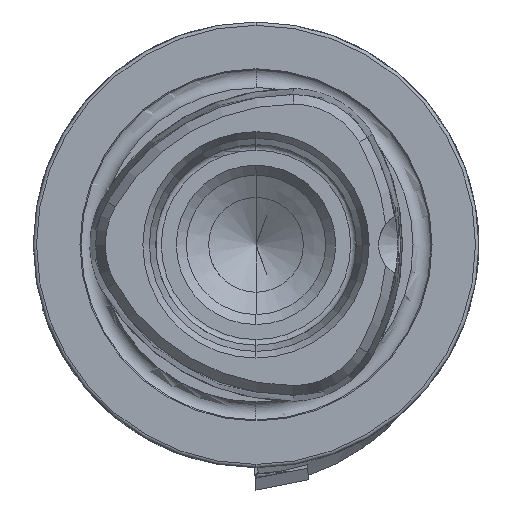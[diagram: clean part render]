
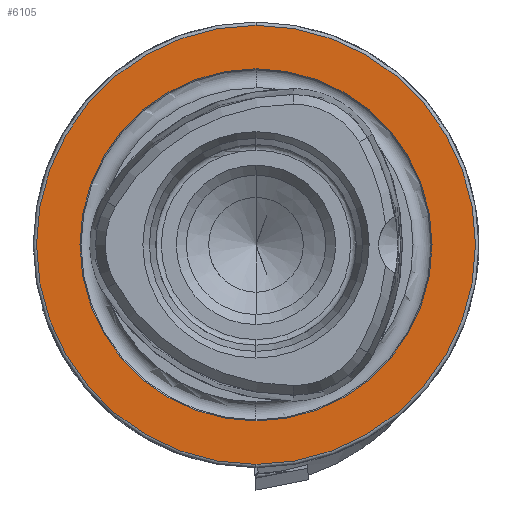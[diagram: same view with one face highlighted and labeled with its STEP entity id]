
A CAD part, left-side view. The second image highlights one B-rep face of the part: STEP entity #6105.
In plain terms, the highlighted planar face has unit normal (-1, 0, 0).
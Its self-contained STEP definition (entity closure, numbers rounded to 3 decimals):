
#199 = ORIENTED_EDGE ( 'NONE', *, *, #1567, .F. ) ;
#1204 = PLANE ( 'NONE',  #1669 ) ;
#1340 = EDGE_CURVE ( 'NONE', #6713, #2372, #7215, .T. ) ;
#1567 = EDGE_CURVE ( 'NONE', #9005, #2246, #3402, .T. ) ;
#1627 = AXIS2_PLACEMENT_3D ( 'NONE', #6290, #4040, #4805 ) ;
#1669 = AXIS2_PLACEMENT_3D ( 'NONE', #6521, #3503, #6548 ) ;
#2067 = CARTESIAN_POINT ( 'NONE',  ( 0., 0., 0. ) ) ;
#2122 = AXIS2_PLACEMENT_3D ( 'NONE', #6436, #4165, #9514 ) ;
#2246 = VERTEX_POINT ( 'NONE', #6476 ) ;
#2372 = VERTEX_POINT ( 'NONE', #5204 ) ;
#2573 = EDGE_LOOP ( 'NONE', ( #6026, #9573 ) ) ;
#2765 = FACE_BOUND ( 'NONE', #7211, .T. ) ;
#3046 = CARTESIAN_POINT ( 'NONE',  ( 0., 0., 15.8 ) ) ;
#3072 = EDGE_CURVE ( 'NONE', #2372, #6713, #4087, .T. ) ;
#3402 = CIRCLE ( 'NONE', #7417, 15.8 ) ;
#3503 = DIRECTION ( 'NONE',  ( 1., 0., 0. ) ) ;
#3719 = EDGE_CURVE ( 'NONE', #2246, #9005, #5564, .T. ) ;
#3985 = DIRECTION ( 'NONE',  ( -1., 0., 0. ) ) ;
#4040 = DIRECTION ( 'NONE',  ( -1., 0., 0. ) ) ;
#4087 = CIRCLE ( 'NONE', #1627, 19.7 ) ;
#4165 = DIRECTION ( 'NONE',  ( -1., 0., 0. ) ) ;
#4552 = DIRECTION ( 'NONE',  ( -1., 0., 0. ) ) ;
#4771 = ORIENTED_EDGE ( 'NONE', *, *, #3719, .F. ) ;
#4805 = DIRECTION ( 'NONE',  ( 0., 0., 1. ) ) ;
#5047 = CARTESIAN_POINT ( 'NONE',  ( 0., 0., -19.7 ) ) ;
#5204 = CARTESIAN_POINT ( 'NONE',  ( 0., 0., 19.7 ) ) ;
#5564 = CIRCLE ( 'NONE', #7592, 15.8 ) ;
#5747 = FACE_OUTER_BOUND ( 'NONE', #2573, .T. ) ;
#6026 = ORIENTED_EDGE ( 'NONE', *, *, #3072, .T. ) ;
#6105 = ADVANCED_FACE ( 'NONE', ( #2765, #5747 ), #1204, .F. ) ;
#6290 = CARTESIAN_POINT ( 'NONE',  ( 0., 0., 0. ) ) ;
#6436 = CARTESIAN_POINT ( 'NONE',  ( 0., 0., 0. ) ) ;
#6476 = CARTESIAN_POINT ( 'NONE',  ( 0., 0., -15.8 ) ) ;
#6521 = CARTESIAN_POINT ( 'NONE',  ( 0., 15.8, 0. ) ) ;
#6548 = DIRECTION ( 'NONE',  ( 0., 0., -1. ) ) ;
#6713 = VERTEX_POINT ( 'NONE', #5047 ) ;
#7211 = EDGE_LOOP ( 'NONE', ( #199, #4771 ) ) ;
#7215 = CIRCLE ( 'NONE', #2122, 19.7 ) ;
#7417 = AXIS2_PLACEMENT_3D ( 'NONE', #2067, #3985, #9314 ) ;
#7592 = AXIS2_PLACEMENT_3D ( 'NONE', #9129, #4552, #9063 ) ;
#9005 = VERTEX_POINT ( 'NONE', #3046 ) ;
#9063 = DIRECTION ( 'NONE',  ( 0., 0., 1. ) ) ;
#9129 = CARTESIAN_POINT ( 'NONE',  ( 0., 0., 0. ) ) ;
#9314 = DIRECTION ( 'NONE',  ( 0., 0., 1. ) ) ;
#9514 = DIRECTION ( 'NONE',  ( 0., 0., 1. ) ) ;
#9573 = ORIENTED_EDGE ( 'NONE', *, *, #1340, .T. ) ;
